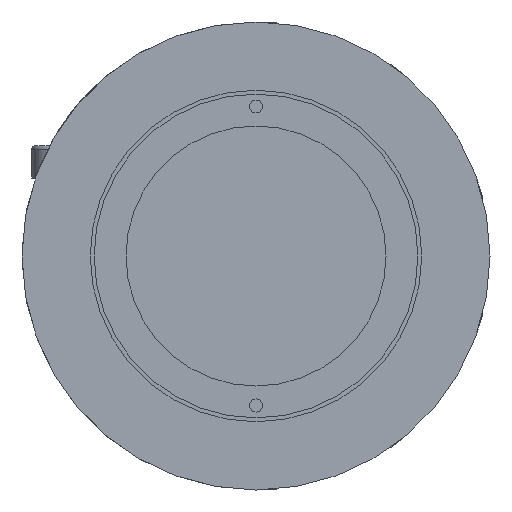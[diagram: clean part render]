
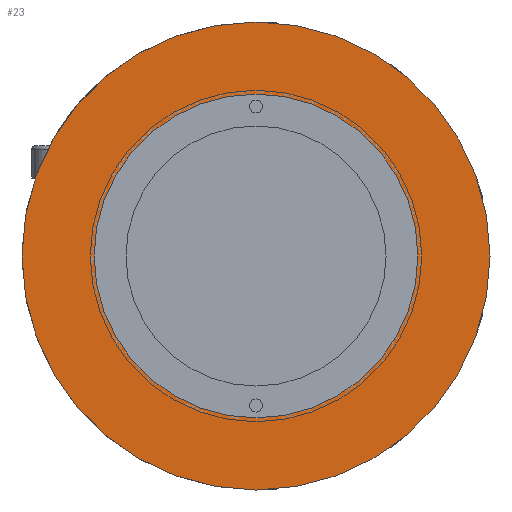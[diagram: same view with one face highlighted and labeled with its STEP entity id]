
A CAD part, left-side view. The second image highlights one B-rep face of the part: STEP entity #23.
In plain terms, the highlighted planar face has unit normal (-1, 0, 0).
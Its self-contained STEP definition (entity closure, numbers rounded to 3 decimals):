
#23 = ADVANCED_FACE ( 'NONE', ( #3049, #1260 ), #2141, .F. ) ;
#113 = ORIENTED_EDGE ( 'NONE', *, *, #901, .T. ) ;
#184 = CARTESIAN_POINT ( 'NONE',  ( 0., 0., -18. ) ) ;
#377 = DIRECTION ( 'NONE',  ( 0., 0., -1. ) ) ;
#455 = AXIS2_PLACEMENT_3D ( 'NONE', #504, #2232, #761 ) ;
#504 = CARTESIAN_POINT ( 'NONE',  ( 0., 0., 0. ) ) ;
#624 = DIRECTION ( 'NONE',  ( -1., 0., 0. ) ) ;
#659 = ORIENTED_EDGE ( 'NONE', *, *, #2822, .T. ) ;
#761 = DIRECTION ( 'NONE',  ( 0., 0., 1. ) ) ;
#806 = CARTESIAN_POINT ( 'NONE',  ( 0., 0., 12.45 ) ) ;
#815 = DIRECTION ( 'NONE',  ( -1., 0., 0. ) ) ;
#832 = CIRCLE ( 'NONE', #1445, 18. ) ;
#879 = ORIENTED_EDGE ( 'NONE', *, *, #1221, .F. ) ;
#901 = EDGE_CURVE ( 'NONE', #2297, #2621, #832, .T. ) ;
#1014 = AXIS2_PLACEMENT_3D ( 'NONE', #2322, #1354, #377 ) ;
#1038 = VERTEX_POINT ( 'NONE', #806 ) ;
#1054 = CIRCLE ( 'NONE', #2513, 12.45 ) ;
#1120 = CARTESIAN_POINT ( 'NONE',  ( 0., 0., 0. ) ) ;
#1221 = EDGE_CURVE ( 'NONE', #1038, #2698, #1054, .T. ) ;
#1260 = FACE_OUTER_BOUND ( 'NONE', #2313, .T. ) ;
#1307 = CIRCLE ( 'NONE', #1475, 18. ) ;
#1354 = DIRECTION ( 'NONE',  ( 1., 0., 0. ) ) ;
#1366 = EDGE_CURVE ( 'NONE', #2698, #1038, #1991, .T. ) ;
#1381 = DIRECTION ( 'NONE',  ( 0., 0., 1. ) ) ;
#1434 = ORIENTED_EDGE ( 'NONE', *, *, #1366, .F. ) ;
#1445 = AXIS2_PLACEMENT_3D ( 'NONE', #2778, #815, #3010 ) ;
#1475 = AXIS2_PLACEMENT_3D ( 'NONE', #1120, #2842, #1381 ) ;
#1865 = CARTESIAN_POINT ( 'NONE',  ( 0., 0., -12.45 ) ) ;
#1991 = CIRCLE ( 'NONE', #455, 12.45 ) ;
#2007 = EDGE_LOOP ( 'NONE', ( #879, #1434 ) ) ;
#2111 = CARTESIAN_POINT ( 'NONE',  ( 0., 0., 0. ) ) ;
#2141 = PLANE ( 'NONE',  #1014 ) ;
#2232 = DIRECTION ( 'NONE',  ( -1., 0., 0. ) ) ;
#2297 = VERTEX_POINT ( 'NONE', #184 ) ;
#2313 = EDGE_LOOP ( 'NONE', ( #659, #113 ) ) ;
#2322 = CARTESIAN_POINT ( 'NONE',  ( 0., 18., 0. ) ) ;
#2354 = DIRECTION ( 'NONE',  ( 0., 0., 1. ) ) ;
#2513 = AXIS2_PLACEMENT_3D ( 'NONE', #2111, #624, #2354 ) ;
#2553 = CARTESIAN_POINT ( 'NONE',  ( 0., 0., 18. ) ) ;
#2621 = VERTEX_POINT ( 'NONE', #2553 ) ;
#2698 = VERTEX_POINT ( 'NONE', #1865 ) ;
#2778 = CARTESIAN_POINT ( 'NONE',  ( 0., 0., 0. ) ) ;
#2822 = EDGE_CURVE ( 'NONE', #2621, #2297, #1307, .T. ) ;
#2842 = DIRECTION ( 'NONE',  ( -1., 0., 0. ) ) ;
#3010 = DIRECTION ( 'NONE',  ( 0., 0., 1. ) ) ;
#3049 = FACE_BOUND ( 'NONE', #2007, .T. ) ;
